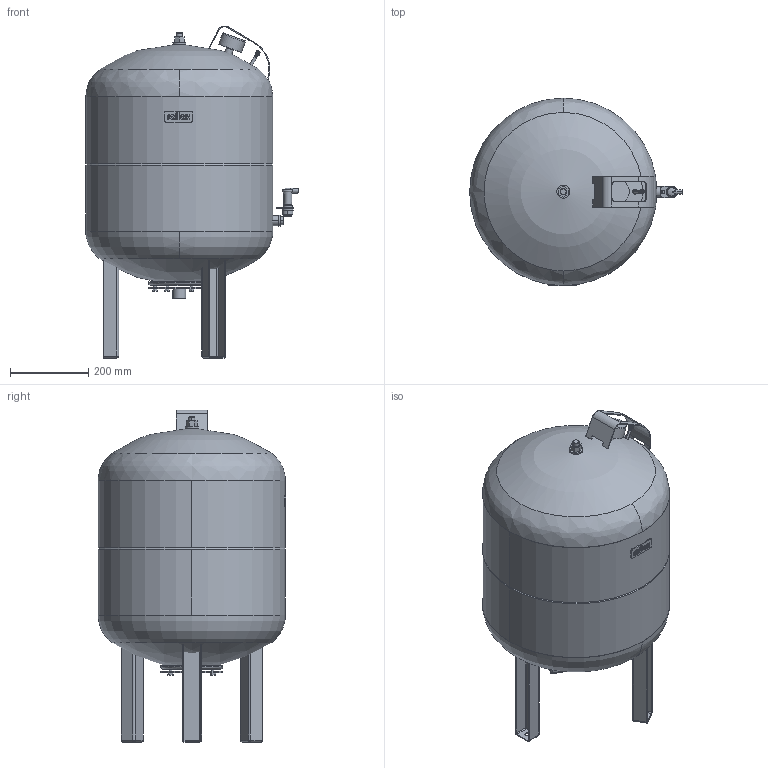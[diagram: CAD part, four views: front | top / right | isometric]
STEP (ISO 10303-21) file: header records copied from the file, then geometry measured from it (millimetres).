
FILE_DESCRIPTION((''),'2;1');
FILE_NAME('3d_G100_10bar-7518000.stp','2009-12-29T14:08:21',(''),(''),'Mechanical Desktop 2008','Mechanical Desktop 2008',', , ');
FILE_SCHEMA(('CONFIG_CONTROL_DESIGN'));
Length unit declared in the file: millimetre
Products named in the file (1): Product
Bounding box: 545 x 481.14 x 851.22 mm (x, y, z)
Volume: 95142534.6 mm3; surface area: 2151783.1 mm2
Topology: 21 solids, 21 shells, 499 faces, 1151 edges, 716 vertices
Faces by surface type: plane 215, cylinder 184, cone 51, torus 20, bspline 19, sphere 10
Entity records: 15151 total; most frequent: CARTESIAN_POINT 3466, DIRECTION 2576, ORIENTED_EDGE 2270, EDGE_CURVE 1135, AXIS2_PLACEMENT_3D 974, VERTEX_POINT 716, VECTOR 628, LINE 628
